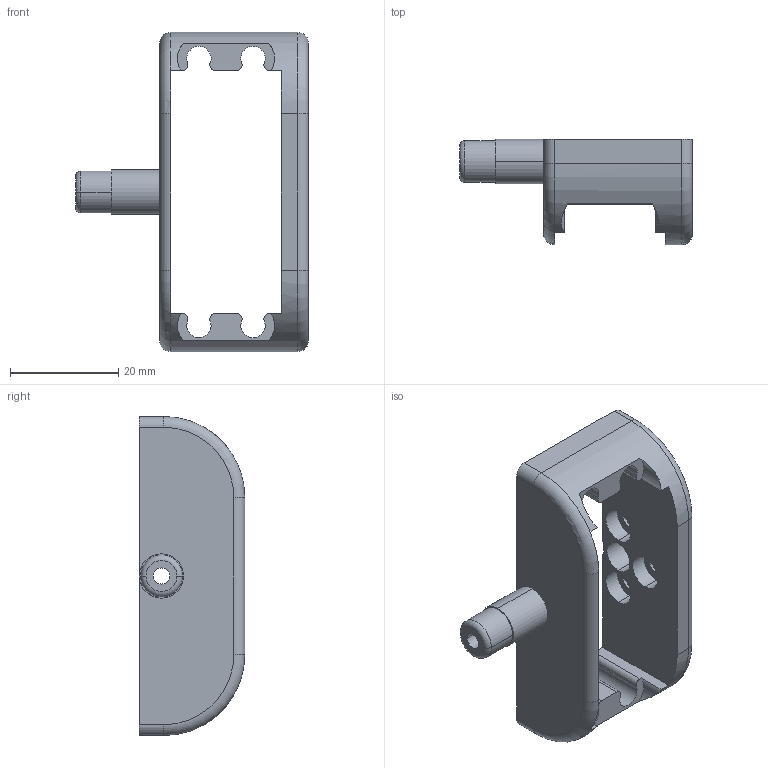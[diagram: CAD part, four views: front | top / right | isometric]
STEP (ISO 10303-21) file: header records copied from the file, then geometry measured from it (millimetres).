
FILE_DESCRIPTION (( 'STEP AP203' ), '1' );
FILE_NAME ('rootCase.STEP', '2023-06-09T10:07:12', ( '' ), ( '' ), 'SwSTEP 2.0', 'SolidWorks 2022', '' );
FILE_SCHEMA (( 'CONFIG_CONTROL_DESIGN' ));
Length unit declared in the file: millimetre
Products named in the file (1): rootCase
Bounding box: 43.06 x 19.5 x 59 mm (x, y, z)
Volume: 9874.6 mm3; surface area: 7243.2 mm2
Topology: 1 solids, 1 shells, 75 faces, 199 edges, 129 vertices
Faces by surface type: cylinder 47, plane 22, torus 6
Entity records: 2521 total; most frequent: CARTESIAN_POINT 464, DIRECTION 450, ORIENTED_EDGE 398, EDGE_CURVE 199, AXIS2_PLACEMENT_3D 179, VERTEX_POINT 129, CIRCLE 103, LINE 92
